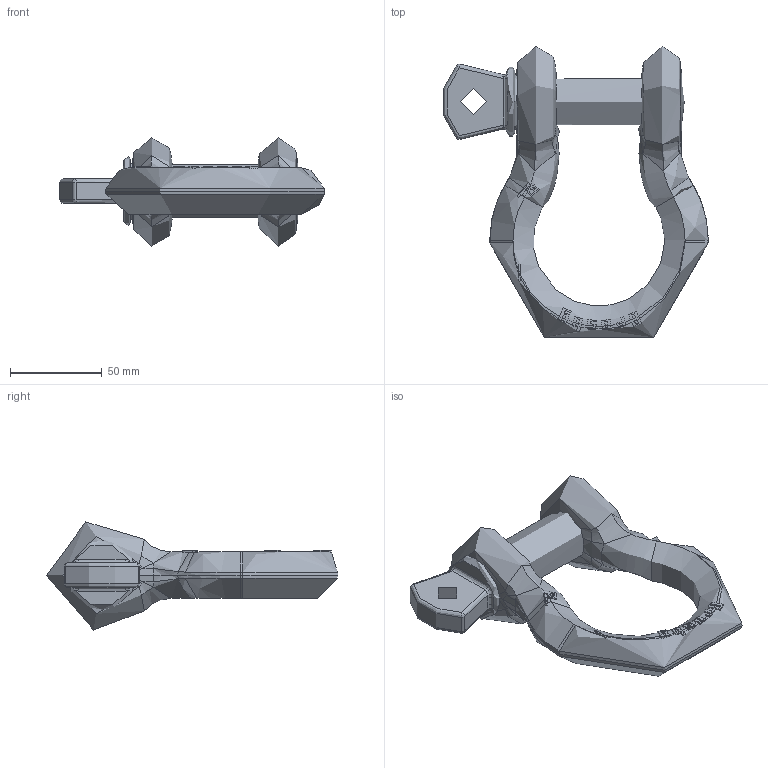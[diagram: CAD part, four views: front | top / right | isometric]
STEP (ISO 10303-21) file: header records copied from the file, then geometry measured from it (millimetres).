
FILE_DESCRIPTION(/* description */ (''),/* implementation_level */ '2;1');
FILE_NAME(/* name */ 'CROSBY_G-209_1_00_1018534.stp',/* time_stamp */ '2024-05-15T13:37:33-05:00',/* author */ ('csanborn'),/* organization */ ('The Crosby Group, Inc.'),/* preprocessor_version */ 'ST-DEVELOPER v18.1',/* originating_system */ 'Autodesk Inventor 2021',/* authorisation */ '');
FILE_SCHEMA (('AUTOMOTIVE_DESIGN { 1 0 10303 214 3 1 1 }'));
Length unit declared in the file: inch
Products named in the file (1): CROSBY_G-209_1_00_1018534
Bounding box: 144.23 x 158.64 x 58.84 mm (x, y, z)
Volume: 280372.3 mm3; surface area: 50568.8 mm2
Topology: 2 solids, 2 shells, 259 faces, 686 edges, 428 vertices
Faces by surface type: plane 104, bspline 80, cylinder 33, torus 23, cone 15, sphere 4
Full cylindrical faces by diameter (mm): 14.224 x1, 28.575 x1, 28.626 x1, 30.963 x1
Entity records: 13493 total; most frequent: CARTESIAN_POINT 7322, ORIENTED_EDGE 1370, DIRECTION 1055, EDGE_CURVE 685, AXIS2_PLACEMENT_3D 429, VERTEX_POINT 428, EDGE_LOOP 263, STYLED_ITEM 261
